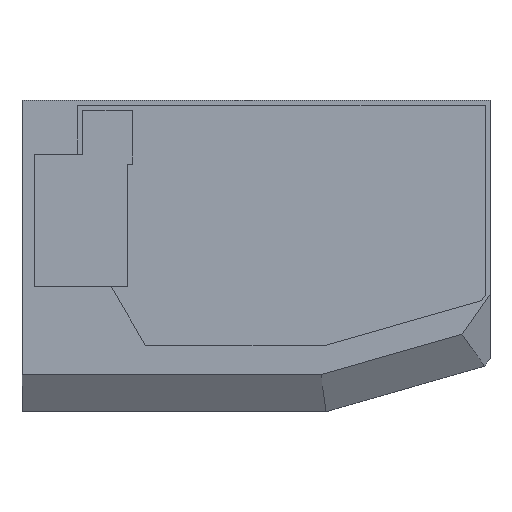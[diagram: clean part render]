
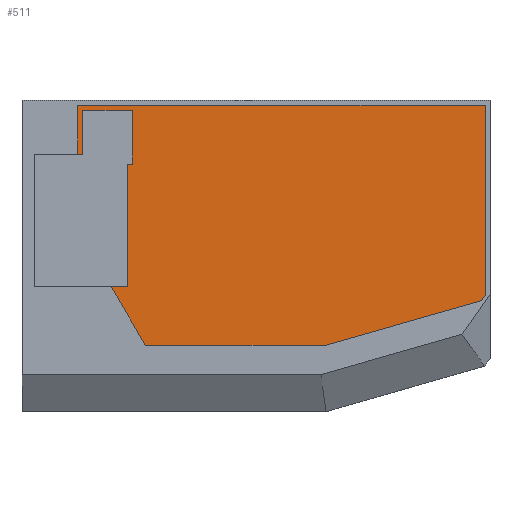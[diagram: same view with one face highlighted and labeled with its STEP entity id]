
A CAD part, top view. The second image highlights one B-rep face of the part: STEP entity #511.
In plain terms, the highlighted planar face has unit normal (0, 0, 1).
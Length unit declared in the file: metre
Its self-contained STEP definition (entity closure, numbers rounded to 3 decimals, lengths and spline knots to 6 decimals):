
#12=ORIENTED_EDGE('',*,*,#158,.T.);
#13=ORIENTED_EDGE('',*,*,#159,.T.);
#14=ORIENTED_EDGE('',*,*,#160,.F.);
#15=ORIENTED_EDGE('',*,*,#161,.F.);
#16=ORIENTED_EDGE('',*,*,#162,.F.);
#17=ORIENTED_EDGE('',*,*,#163,.T.);
#18=ORIENTED_EDGE('',*,*,#164,.F.);
#19=ORIENTED_EDGE('',*,*,#165,.T.);
#20=ORIENTED_EDGE('',*,*,#166,.T.);
#21=ORIENTED_EDGE('',*,*,#167,.T.);
#22=ORIENTED_EDGE('',*,*,#168,.T.);
#23=ORIENTED_EDGE('',*,*,#169,.T.);
#24=ORIENTED_EDGE('',*,*,#170,.T.);
#25=ORIENTED_EDGE('',*,*,#171,.T.);
#158=EDGE_CURVE('',#231,#232,#279,.T.);
#159=EDGE_CURVE('',#232,#233,#280,.T.);
#160=EDGE_CURVE('',#234,#233,#281,.T.);
#161=EDGE_CURVE('',#235,#234,#282,.T.);
#162=EDGE_CURVE('',#236,#235,#283,.T.);
#163=EDGE_CURVE('',#236,#237,#284,.T.);
#164=EDGE_CURVE('',#238,#237,#285,.T.);
#165=EDGE_CURVE('',#238,#239,#286,.T.);
#166=EDGE_CURVE('',#239,#240,#287,.T.);
#167=EDGE_CURVE('',#240,#241,#288,.T.);
#168=EDGE_CURVE('',#241,#242,#289,.T.);
#169=EDGE_CURVE('',#242,#243,#290,.T.);
#170=EDGE_CURVE('',#243,#244,#291,.T.);
#171=EDGE_CURVE('',#244,#231,#292,.T.);
#231=VERTEX_POINT('',#714);
#232=VERTEX_POINT('',#715);
#233=VERTEX_POINT('',#717);
#234=VERTEX_POINT('',#719);
#235=VERTEX_POINT('',#721);
#236=VERTEX_POINT('',#723);
#237=VERTEX_POINT('',#725);
#238=VERTEX_POINT('',#727);
#239=VERTEX_POINT('',#729);
#240=VERTEX_POINT('',#731);
#241=VERTEX_POINT('',#733);
#242=VERTEX_POINT('',#735);
#243=VERTEX_POINT('',#737);
#244=VERTEX_POINT('',#739);
#279=LINE('',#713,#352);
#280=LINE('',#716,#353);
#281=LINE('',#718,#354);
#282=LINE('',#720,#355);
#283=LINE('',#722,#356);
#284=LINE('',#724,#357);
#285=LINE('',#726,#358);
#286=LINE('',#728,#359);
#287=LINE('',#730,#360);
#288=LINE('',#732,#361);
#289=LINE('',#734,#362);
#290=LINE('',#736,#363);
#291=LINE('',#738,#364);
#292=LINE('',#740,#365);
#352=VECTOR('',#584,1.);
#353=VECTOR('',#585,1.);
#354=VECTOR('',#586,1.);
#355=VECTOR('',#587,1.);
#356=VECTOR('',#588,1.);
#357=VECTOR('',#589,1.);
#358=VECTOR('',#590,1.);
#359=VECTOR('',#591,1.);
#360=VECTOR('',#592,1.);
#361=VECTOR('',#593,1.);
#362=VECTOR('',#594,1.);
#363=VECTOR('',#595,1.);
#364=VECTOR('',#596,1.);
#365=VECTOR('',#597,1.);
#425=EDGE_LOOP('',(#12,#13,#14,#15,#16,#17,#18,#19,#20,#21,#22,#23,#24,
#25));
#454=FACE_BOUND('',#425,.T.);
#483=PLANE('',#552);
#511=ADVANCED_FACE('',(#454),#483,.T.);
#552=AXIS2_PLACEMENT_3D('',#712,#582,#583);
#582=DIRECTION('',(0.,0.,1.));
#583=DIRECTION('',(1.,0.,0.));
#584=DIRECTION('',(-1.,0.,0.));
#585=DIRECTION('',(-0.004,-1.,0.));
#586=DIRECTION('',(-1.,0.,0.));
#587=DIRECTION('',(-0.004,-1.,0.));
#588=DIRECTION('',(-1.,0.,0.));
#589=DIRECTION('',(0.,-1.,0.));
#590=DIRECTION('',(1.,0.,0.));
#591=DIRECTION('',(0.,-1.,0.));
#592=DIRECTION('',(-1.,0.,0.));
#593=DIRECTION('',(0.505,-0.863,0.));
#594=DIRECTION('',(1.,0.,0.));
#595=DIRECTION('',(0.961,0.276,0.));
#596=DIRECTION('',(0.574,0.819,0.));
#597=DIRECTION('',(0.,1.,0.));
#712=CARTESIAN_POINT('',(0.10797,-0.154727,-0.002));
#713=CARTESIAN_POINT('',(0.044862,-0.105727,-0.002));
#714=CARTESIAN_POINT('',(0.2,-0.105727,-0.002));
#715=CARTESIAN_POINT('',(0.033708,-0.105727,-0.002));
#716=CARTESIAN_POINT('',(0.033667,-0.115727,-0.002));
#717=CARTESIAN_POINT('',(0.033625,-0.125727,-0.002));
#718=CARTESIAN_POINT('',(0.024782,-0.125727,-0.002));
#719=CARTESIAN_POINT('',(0.035625,-0.125727,-0.002));
#720=CARTESIAN_POINT('',(0.035662,-0.116727,-0.002));
#721=CARTESIAN_POINT('',(0.0357,-0.107727,-0.002));
#722=CARTESIAN_POINT('',(0.045858,-0.107727,-0.002));
#723=CARTESIAN_POINT('',(0.056015,-0.107727,-0.002));
#724=CARTESIAN_POINT('',(0.056015,-0.118727,-0.002));
#725=CARTESIAN_POINT('',(0.056015,-0.129727,-0.002));
#726=CARTESIAN_POINT('',(0.054978,-0.129727,-0.002));
#727=CARTESIAN_POINT('',(0.05394,-0.129727,-0.002));
#728=CARTESIAN_POINT('',(0.05394,-0.154727,-0.002));
#729=CARTESIAN_POINT('',(0.05394,-0.179727,-0.002));
#730=CARTESIAN_POINT('',(0.03163,-0.179727,-0.002));
#731=CARTESIAN_POINT('',(0.047319,-0.179727,-0.002));
#732=CARTESIAN_POINT('',(0.058684,-0.199163,-0.002));
#733=CARTESIAN_POINT('',(0.061353,-0.203727,-0.002));
#734=CARTESIAN_POINT('',(0.098067,-0.203727,-0.002));
#735=CARTESIAN_POINT('',(0.134781,-0.203727,-0.002));
#736=CARTESIAN_POINT('',(0.166656,-0.194591,-0.002));
#737=CARTESIAN_POINT('',(0.198531,-0.185454,-0.002));
#738=CARTESIAN_POINT('',(0.199266,-0.184406,-0.002));
#739=CARTESIAN_POINT('',(0.2,-0.183358,-0.002));
#740=CARTESIAN_POINT('',(0.2,-0.144542,-0.002));
